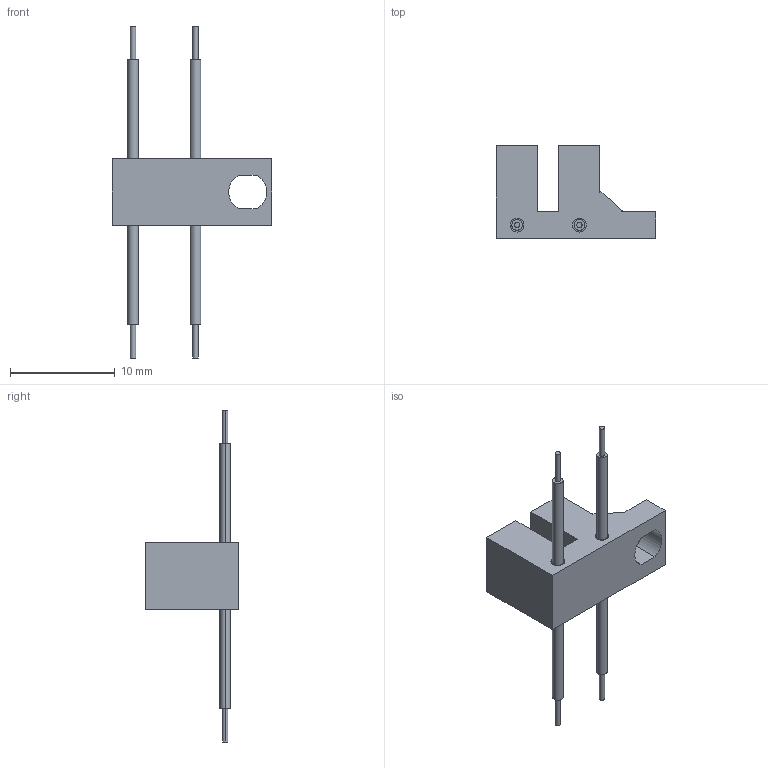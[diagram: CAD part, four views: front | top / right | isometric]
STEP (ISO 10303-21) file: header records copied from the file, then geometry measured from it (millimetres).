
FILE_DESCRIPTION (( 'STEP AP203' ), '1' );
FILE_NAME ('OPB821S5Z.STEP', '2013-12-12T13:31:21', ( 'optek' ), ( '' ), 'SwSTEP 2.0', 'SolidWorks 2013', '' );
FILE_SCHEMA (( 'CONFIG_CONTROL_DESIGN' ));
Length unit declared in the file: inch
Products named in the file (1): OPB821S5Z
Bounding box: 15.24 x 8.89 x 31.75 mm (x, y, z)
Volume: 570.5 mm3; surface area: 735 mm2
Topology: 1 solids, 1 shells, 66 faces, 156 edges, 104 vertices
Faces by surface type: plane 40, cylinder 26
Entity records: 1995 total; most frequent: DIRECTION 342, CARTESIAN_POINT 327, ORIENTED_EDGE 312, EDGE_CURVE 156, AXIS2_PLACEMENT_3D 119, LINE 104, VECTOR 104, VERTEX_POINT 104
